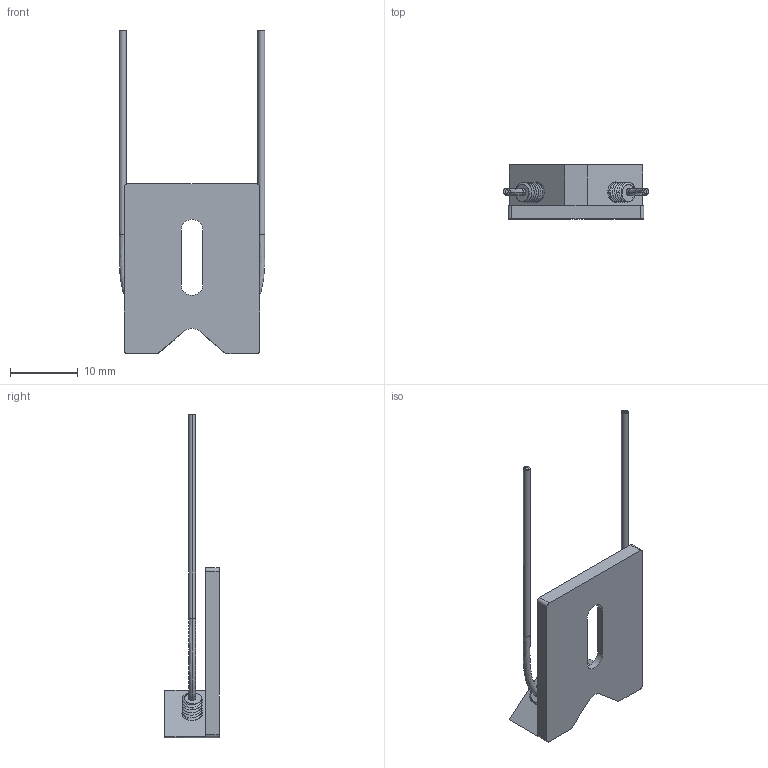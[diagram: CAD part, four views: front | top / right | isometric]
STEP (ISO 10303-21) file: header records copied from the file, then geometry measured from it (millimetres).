
FILE_DESCRIPTION((''),'2;1');
FILE_NAME('193955_ASM','2016-03-09T',('pdmadmin'),(''),'PRO/ENGINEER BY PARAMETRIC TECHNOLOGY CORPORATION, 2013230','PRO/ENGINEER BY PARAMETRIC TECHNOLOGY CORPORATION, 2013230','');
FILE_SCHEMA(('CONFIG_CONTROL_DESIGN'));
Length unit declared in the file: inch
Products named in the file (7): 39473_AF0; 13460_AF0; 13460_AF1; 10141_AF0; 10141_AF1; 48053_ASM; 193955_ASM
Assembly tree (6 placements, depth 3):
  193955_ASM
    48053_ASM
      39473_AF0
      13460_AF0
      13460_AF1
      10141_AF0
      10141_AF1
Bounding box: 21.43 x 8 x 47.58 mm (x, y, z)
Volume: 1307.7 mm3; surface area: 2143.4 mm2
Topology: 5 solids, 9 shells, 143 faces, 366 edges, 234 vertices
Faces by surface type: cylinder 85, plane 26, bspline 24, cone 8
Entity records: 10689 total; most frequent: CARTESIAN_POINT 7267, ORIENTED_EDGE 716, DIRECTION 608, EDGE_CURVE 366, VERTEX_POINT 234, AXIS2_PLACEMENT_3D 231, EDGE_LOOP 154, VECTOR 146
